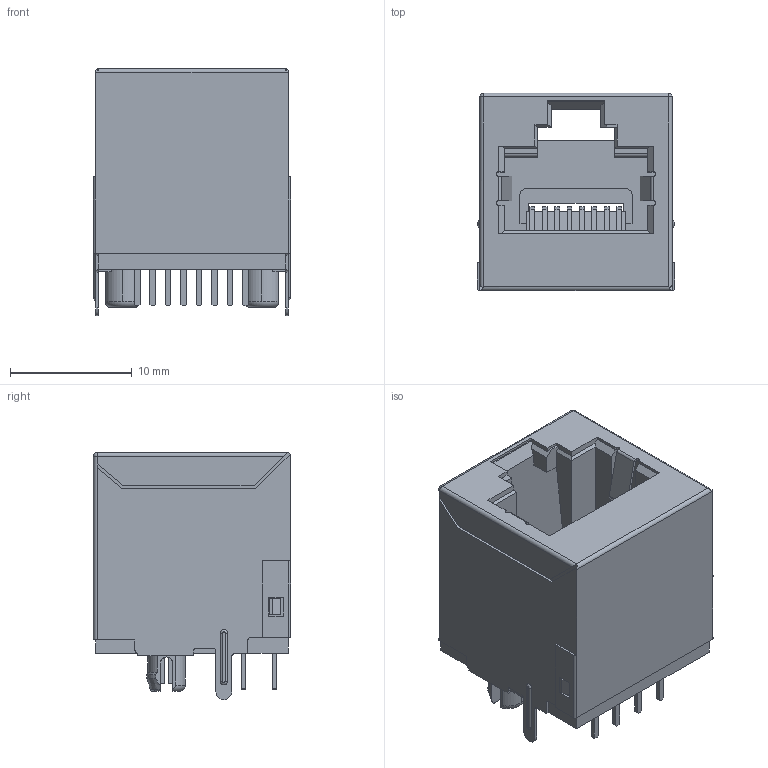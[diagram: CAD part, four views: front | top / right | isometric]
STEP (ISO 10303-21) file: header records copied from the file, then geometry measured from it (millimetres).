
FILE_DESCRIPTION(('FreeCAD Model'),'2;1');
FILE_NAME('RJ45_Weidmueller_2626050000_Vertical.step', '2019-12-09T12:27:30',('kicad StepUp'),('ksu MCAD'), 'Open CASCADE STEP processor 7.3','FreeCAD','Unknown');
FILE_SCHEMA(('AUTOMOTIVE_DESIGN { 1 0 10303 214 1 1 1 1 }'));
Length unit declared in the file: millimetre
Products named in the file (1): RJ45_Weidmueller_2626050000_Vertical
Bounding box: 16.2 x 16.2 x 20.3 mm (x, y, z)
Volume: 2543.5 mm3; surface area: 2769 mm2
Topology: 1 solids, 1 shells, 421 faces, 1183 edges, 768 vertices
Faces by surface type: plane 320, cylinder 79, torus 10, cone 6, revolution 4, sphere 2
Entity records: 13546 total; most frequent: CARTESIAN_POINT 2547, ORIENTED_EDGE 2362, DIRECTION 2179, EDGE_CURVE 1181, LINE 951, VECTOR 951, VERTEX_POINT 768, AXIS2_PLACEMENT_3D 612
